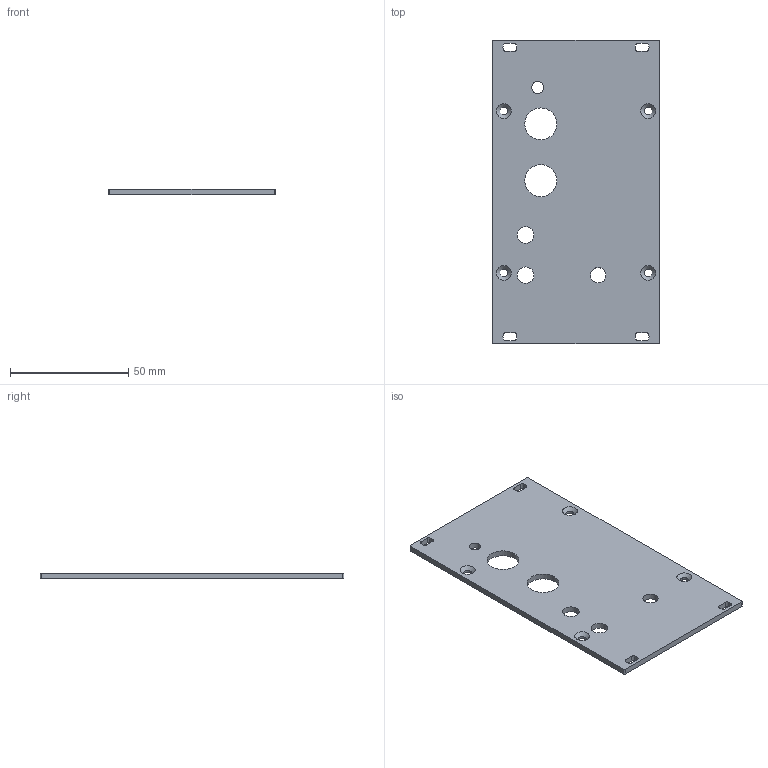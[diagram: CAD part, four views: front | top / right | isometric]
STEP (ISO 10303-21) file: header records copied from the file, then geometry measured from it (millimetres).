
FILE_DESCRIPTION(/* description */ ('Open CASCADE Model'),/* implementation_level */ '2;1');
FILE_NAME(/* name */ 'Fischer_TFP.stp',/* time_stamp */ '2023-06-30T09:13:26+02:00',/* author */ ('Tilman Preuschoff'),/* organization */ ('Open CASCADE'),/* preprocessor_version */ 'ST-DEVELOPER v18.1',/* originating_system */ 'Autodesk Inventor 2021',/* authorisation */ 'Unknown');
FILE_SCHEMA (('AUTOMOTIVE_DESIGN { 1 0 10303 214 3 1 1 }'));
Length unit declared in the file: millimetre
Products named in the file (1): Fischer_TFP
Bounding box: 70.78 x 128.4 x 2.5 mm (x, y, z)
Volume: 21343.2 mm3; surface area: 18787.9 mm2
Topology: 1 solids, 1 shells, 58 faces, 161 edges, 106 vertices
Faces by surface type: cylinder 39, plane 15, cone 4
Full cylindrical faces by diameter (mm): 2.4 x1, 3.4 x4, 5 x1, 6.5 x1, 7 x2, 13.5 x2
Entity records: 1992 total; most frequent: DIRECTION 361, CARTESIAN_POINT 326, ORIENTED_EDGE 322, EDGE_CURVE 161, AXIS2_PLACEMENT_3D 141, VERTEX_POINT 106, EDGE_LOOP 87, CIRCLE 82
